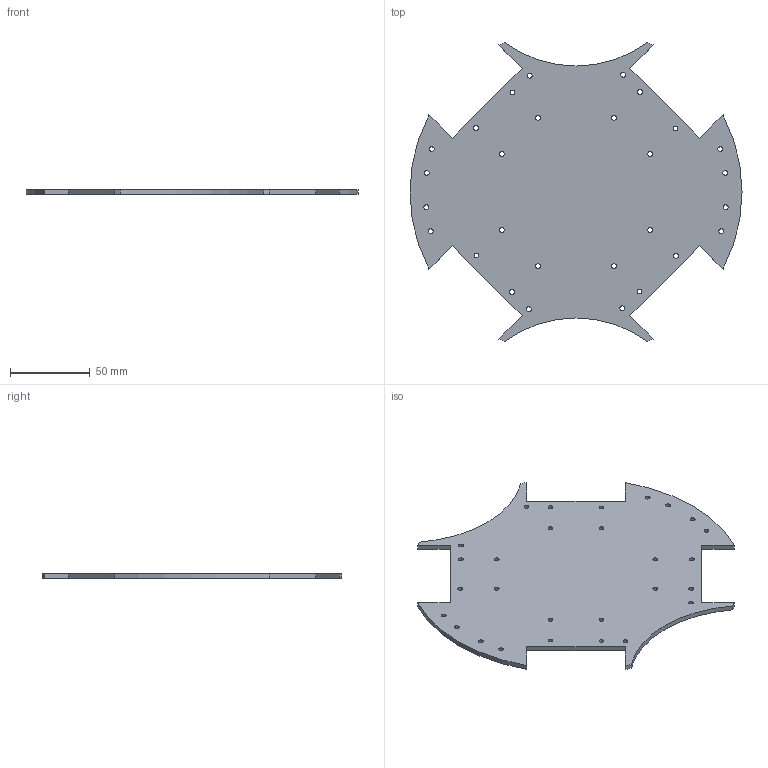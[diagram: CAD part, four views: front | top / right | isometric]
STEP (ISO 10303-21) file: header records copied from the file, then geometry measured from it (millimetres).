
FILE_DESCRIPTION(/* description */ (''),/* implementation_level */ '2;1');
FILE_NAME(/* name */ 'floor_v2.stp',/* time_stamp */ '2024-10-26T19:40:18+03:00',/* author */ ('Ivan'),/* organization */ (''),/* preprocessor_version */ 'ST-DEVELOPER v18',/* originating_system */ 'Autodesk Inventor 2020',/* authorisation */ '');
FILE_SCHEMA (('AUTOMOTIVE_DESIGN { 1 0 10303 214 3 1 1 }'));
Length unit declared in the file: millimetre
Products named in the file (1): floor_v2
Bounding box: 208 x 187.6 x 3 mm (x, y, z)
Volume: 74576 mm3; surface area: 52970.1 mm2
Topology: 1 solids, 1 shells, 50 faces, 200 edges, 152 vertices
Faces by surface type: cylinder 36, plane 14
Full cylindrical faces by diameter (mm): 3 x28
Entity records: 2393 total; most frequent: DIRECTION 430, CARTESIAN_POINT 403, ORIENTED_EDGE 400, EDGE_CURVE 200, AXIS2_PLACEMENT_3D 179, VERTEX_POINT 152, CIRCLE 128, EDGE_LOOP 106
